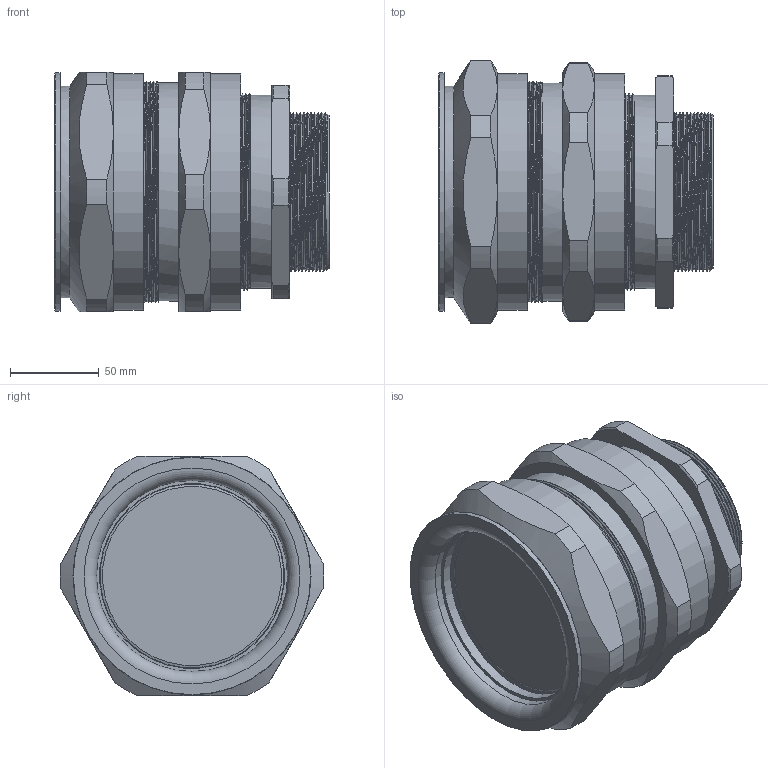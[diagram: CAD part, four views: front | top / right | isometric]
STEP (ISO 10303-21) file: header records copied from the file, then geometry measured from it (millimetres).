
FILE_DESCRIPTION(/* description */ ('ADE-4F M90x2,0 Gr. 17'),/* implementation_level */ '2;1');
FILE_NAME(/* name */ '00847574V1-RST.stp',/* time_stamp */ '2022-03-09T11:40:04+01:00',/* author */ ('sl'),/* organization */ (''),/* preprocessor_version */ 'ST-DEVELOPER v16.5',/* originating_system */ 'Autodesk Inventor 2017',/* authorisation */ '');
FILE_SCHEMA (('AUTOMOTIVE_DESIGN { 1 0 10303 214 3 1 1 }'));
Length unit declared in the file: millimetre
Products named in the file (9): 00847574V1; 00847504V1; 00847574V1_1; 00847574V1_2; 00847574V1_3; 00847574V1_4; 00847574V1_5; 00847574V1_6; 00847574V1_7
Assembly tree (8 placements, depth 2):
  00847574V1
    00847504V1
    00847574V1_1
    00847574V1_2
    00847574V1_3
    00847574V1_4
    00847574V1_5
    00847574V1_6
    00847574V1_7
Bounding box: 154.43 x 148.13 x 135 mm (x, y, z)
Volume: 754841.8 mm3; surface area: 309302.1 mm2
Topology: 10 solids, 10 shells, 260 faces, 594 edges, 379 vertices
Faces by surface type: cylinder 116, plane 68, cone 46, torus 20, bspline 10
Full cylindrical faces by diameter (mm): 80.1 x1, 80.7 x1, 81.58 x1, 82.205 x1, 83 x1, 86.4 x1, 86.65 x1, 87.62 x1, 88.14 x1, 89.77 x10, 92.66 x1, 95.31 x1, 95.34 x1, 96.42 x1, 96.66 x2, 98.16 x1, 99 x1, 100 x1, 100.8 x1, 103.39 x1, 103.98 x1, 104.17 x1, 105.17 x1, 106.32 x1, 107.5 x1, 107.68 x14, 108.72 x8, 110.39 x1, 110.53 x1, 117.09 x1
Entity records: 15660 total; most frequent: CARTESIAN_POINT 11438, DIRECTION 862, ORIENTED_EDGE 700, AXIS2_PLACEMENT_3D 407, EDGE_CURVE 348, EDGE_LOOP 322, VERTEX_POINT 262, FACE_OUTER_BOUND 206
